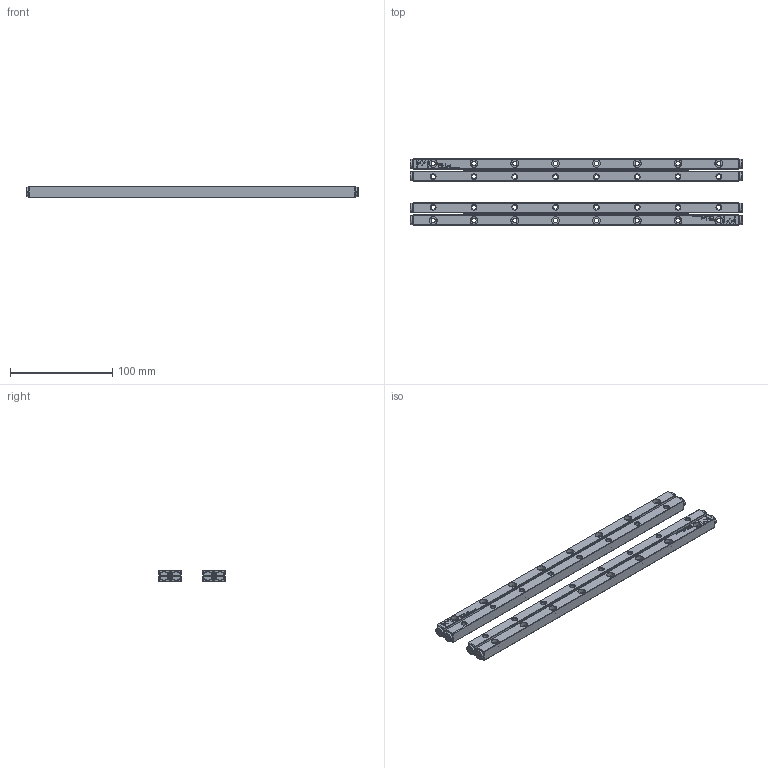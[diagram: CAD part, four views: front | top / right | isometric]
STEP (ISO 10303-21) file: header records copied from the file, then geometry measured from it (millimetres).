
FILE_DESCRIPTION(/* description */ (''),/* implementation_level */ '2;1');
FILE_NAME(/* name */ 'Set RSD-4320x31AA_stp_stp_stp.stp',/* time_stamp */ '2025-06-03T09:26:43+02:00',/* author */ (''),/* organization */ (''),/* preprocessor_version */ 'ST-DEVELOPER v16.7',/* originating_system */ 'SIEMENS PLM Software NX 12.0',/* authorisation */ '');
FILE_SCHEMA (('AUTOMOTIVE_DESIGN { 1 0 10303 214 3 1 1 1 }'));
Products named in the file (1): Set RSD-4320x31AA_stp_stp_stp
Bounding box: 325.4 x 65 x 11 mm (x, y, z)
Volume: 131568.6 mm3; surface area: 75170.7 mm2
Topology: 76 solids, 76 shells, 3770 faces, 9608 edges, 6170 vertices
Faces by surface type: plane 2152, cylinder 1030, bspline 360, cone 228
Full cylindrical faces by diameter (mm): 2.6 x8, 3 x8, 3.2 x8, 4 x62, 4.2 x32, 7.5 x32, 9 x8
Entity records: 121262 total; most frequent: CARTESIAN_POINT 24023, ORIENTED_EDGE 18248, DIRECTION 17498, EDGE_CURVE 9124, LINE 6068, VECTOR 6068, VERTEX_POINT 6064, AXIS2_PLACEMENT_3D 5715
